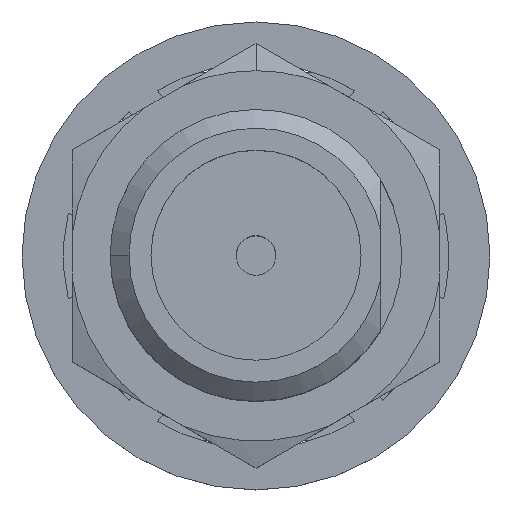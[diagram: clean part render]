
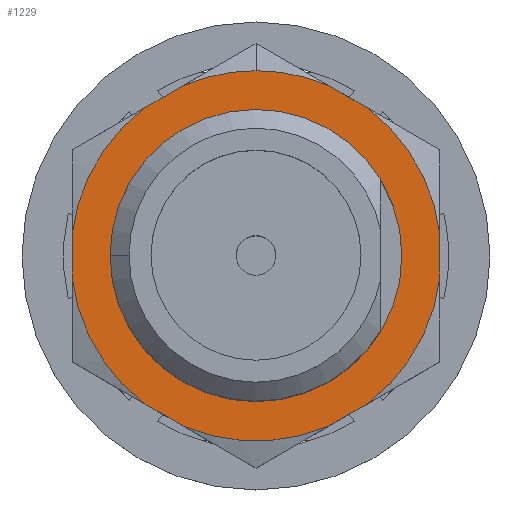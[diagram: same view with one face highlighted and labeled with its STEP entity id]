
A CAD part, top view. The second image highlights one B-rep face of the part: STEP entity #1229.
In plain terms, the highlighted face is planar.
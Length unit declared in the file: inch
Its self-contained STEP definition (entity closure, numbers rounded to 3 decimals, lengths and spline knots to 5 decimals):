
#1 = CARTESIAN_POINT ( 'NONE',  ( 0., 0.041, 0. ) ) ;
#24 = DIRECTION ( 'NONE',  ( 0., 1., 0. ) ) ;
#133 = DIRECTION ( 'NONE',  ( 0., 0., 1. ) ) ;
#143 = DIRECTION ( 'NONE',  ( 0., 0., 1. ) ) ;
#215 = EDGE_CURVE ( 'NONE', #4228, #1555, #6142, .T. ) ;
#242 = CARTESIAN_POINT ( 'NONE',  ( -0.1575, 0.041, 0.09093 ) ) ;
#301 = VERTEX_POINT ( 'NONE', #3941 ) ;
#558 = DIRECTION ( 'NONE',  ( 0., 1., 0. ) ) ;
#636 = VERTEX_POINT ( 'NONE', #4192 ) ;
#748 = AXIS2_PLACEMENT_3D ( 'NONE', #1, #24, #2332 ) ;
#811 = VECTOR ( 'NONE', #4845, 39.37008 ) ;
#842 = LINE ( 'NONE', #2792, #5720 ) ;
#843 = LINE ( 'NONE', #2622, #4194 ) ;
#869 = EDGE_CURVE ( 'NONE', #4456, #3915, #4416, .T. ) ;
#887 = CARTESIAN_POINT ( 'NONE',  ( 0.1575, 0.041, 0.09093 ) ) ;
#942 = CARTESIAN_POINT ( 'NONE',  ( 0., 0.041, -0.125 ) ) ;
#1078 = VERTEX_POINT ( 'NONE', #4937 ) ;
#1090 = ORIENTED_EDGE ( 'NONE', *, *, #4786, .T. ) ;
#1145 = DIRECTION ( 'NONE',  ( 0., 1., 0. ) ) ;
#1229 = ADVANCED_FACE ( 'NONE', ( #3251, #2655 ), #4206, .T. ) ;
#1391 = DIRECTION ( 'NONE',  ( -0.866, 0., 0.5 ) ) ;
#1532 = EDGE_LOOP ( 'NONE', ( #4849, #5058, #2819, #1090, #5761, #3783, #2163, #5832, #1610, #5800, #3550, #3863, #5673 ) ) ;
#1555 = VERTEX_POINT ( 'NONE', #942 ) ;
#1563 = CARTESIAN_POINT ( 'NONE',  ( 0., 0.041, 0. ) ) ;
#1610 = ORIENTED_EDGE ( 'NONE', *, *, #869, .T. ) ;
#1623 = EDGE_CURVE ( 'NONE', #301, #2074, #4876, .T. ) ;
#1639 = AXIS2_PLACEMENT_3D ( 'NONE', #5362, #2979, #3457 ) ;
#1644 = DIRECTION ( 'NONE',  ( 0., 0., 1. ) ) ;
#1757 = CARTESIAN_POINT ( 'NONE',  ( -0.1575, 0.041, -0.09093 ) ) ;
#1791 = EDGE_CURVE ( 'NONE', #1555, #4228, #3577, .T. ) ;
#1825 = DIRECTION ( 'NONE',  ( 0., 1., 0. ) ) ;
#1916 = CARTESIAN_POINT ( 'NONE',  ( 0., 0.041, -0.15865 ) ) ;
#1952 = LINE ( 'NONE', #4782, #2479 ) ;
#2007 = LINE ( 'NONE', #4403, #811 ) ;
#2025 = CIRCLE ( 'NONE', #5455, 0.15865 ) ;
#2026 = EDGE_CURVE ( 'NONE', #3423, #5105, #2035, .T. ) ;
#2035 = CIRCLE ( 'NONE', #5850, 0.15865 ) ;
#2074 = VERTEX_POINT ( 'NONE', #4708 ) ;
#2109 = VECTOR ( 'NONE', #1644, 39.37008 ) ;
#2134 = DIRECTION ( 'NONE',  ( 0., 1., 0. ) ) ;
#2163 = ORIENTED_EDGE ( 'NONE', *, *, #5623, .T. ) ;
#2192 = VERTEX_POINT ( 'NONE', #4383 ) ;
#2226 = EDGE_CURVE ( 'NONE', #3915, #1078, #2865, .T. ) ;
#2227 = EDGE_CURVE ( 'NONE', #2592, #5486, #2025, .T. ) ;
#2252 = DIRECTION ( 'NONE',  ( 0.866, 0., -0.5 ) ) ;
#2324 = DIRECTION ( 'NONE',  ( 0., 1., 0. ) ) ;
#2329 = CARTESIAN_POINT ( 'NONE',  ( 0.06224, 0.041, 0.14593 ) ) ;
#2332 = DIRECTION ( 'NONE',  ( 0., 0., 1. ) ) ;
#2386 = DIRECTION ( 'NONE',  ( -0.866, 0., -0.5 ) ) ;
#2434 = DIRECTION ( 'NONE',  ( 0., 0., 1. ) ) ;
#2468 = EDGE_CURVE ( 'NONE', #1078, #301, #842, .T. ) ;
#2479 = VECTOR ( 'NONE', #2386, 39.37008 ) ;
#2480 = DIRECTION ( 'NONE',  ( 0., 1., 0. ) ) ;
#2541 = DIRECTION ( 'NONE',  ( 0., 0., 1. ) ) ;
#2592 = VERTEX_POINT ( 'NONE', #5705 ) ;
#2622 = CARTESIAN_POINT ( 'NONE',  ( 0., 0.041, 0.18187 ) ) ;
#2655 = FACE_BOUND ( 'NONE', #5681, .T. ) ;
#2792 = CARTESIAN_POINT ( 'NONE',  ( 0., 0.041, -0.18187 ) ) ;
#2819 = ORIENTED_EDGE ( 'NONE', *, *, #2026, .T. ) ;
#2865 = CIRCLE ( 'NONE', #1639, 0.15865 ) ;
#2915 = CARTESIAN_POINT ( 'NONE',  ( 0., 0.041, 0. ) ) ;
#2979 = DIRECTION ( 'NONE',  ( 0., 1., 0. ) ) ;
#3005 = DIRECTION ( 'NONE',  ( 0., 1., 0. ) ) ;
#3022 = AXIS2_PLACEMENT_3D ( 'NONE', #3387, #558, #2434 ) ;
#3251 = FACE_OUTER_BOUND ( 'NONE', #1532, .T. ) ;
#3270 = DIRECTION ( 'NONE',  ( 0., 0., 1. ) ) ;
#3294 = CIRCLE ( 'NONE', #3022, 0.15865 ) ;
#3387 = CARTESIAN_POINT ( 'NONE',  ( 0., 0.041, 0. ) ) ;
#3422 = AXIS2_PLACEMENT_3D ( 'NONE', #2915, #2480, #4290 ) ;
#3423 = VERTEX_POINT ( 'NONE', #5883 ) ;
#3434 = VECTOR ( 'NONE', #3575, 39.37008 ) ;
#3457 = DIRECTION ( 'NONE',  ( 0., 0., 1. ) ) ;
#3550 = ORIENTED_EDGE ( 'NONE', *, *, #2468, .T. ) ;
#3575 = DIRECTION ( 'NONE',  ( 0.866, 0., 0.5 ) ) ;
#3577 = CIRCLE ( 'NONE', #4399, 0.125 ) ;
#3668 = AXIS2_PLACEMENT_3D ( 'NONE', #4364, #1145, #3962 ) ;
#3755 = DIRECTION ( 'NONE',  ( 0., 0., 1. ) ) ;
#3783 = ORIENTED_EDGE ( 'NONE', *, *, #5524, .T. ) ;
#3821 = EDGE_CURVE ( 'NONE', #4962, #4456, #1952, .T. ) ;
#3863 = ORIENTED_EDGE ( 'NONE', *, *, #1623, .T. ) ;
#3879 = DIRECTION ( 'NONE',  ( 0., 1., 0. ) ) ;
#3888 = CARTESIAN_POINT ( 'NONE',  ( -0.09526, 0.041, 0.12687 ) ) ;
#3915 = VERTEX_POINT ( 'NONE', #1916 ) ;
#3941 = CARTESIAN_POINT ( 'NONE',  ( -0.09526, 0.041, -0.12687 ) ) ;
#3962 = DIRECTION ( 'NONE',  ( 0., 0., 1. ) ) ;
#4074 = ORIENTED_EDGE ( 'NONE', *, *, #215, .F. ) ;
#4165 = CARTESIAN_POINT ( 'NONE',  ( 0., 0.041, 0. ) ) ;
#4192 = CARTESIAN_POINT ( 'NONE',  ( 0.1575, 0.041, 0.01906 ) ) ;
#4194 = VECTOR ( 'NONE', #2252, 39.37008 ) ;
#4206 = PLANE ( 'NONE',  #5224 ) ;
#4228 = VERTEX_POINT ( 'NONE', #4525 ) ;
#4239 = CARTESIAN_POINT ( 'NONE',  ( 0.09526, 0.041, -0.12687 ) ) ;
#4290 = DIRECTION ( 'NONE',  ( 0., 0., 1. ) ) ;
#4364 = CARTESIAN_POINT ( 'NONE',  ( 0., 0.041, 0. ) ) ;
#4383 = CARTESIAN_POINT ( 'NONE',  ( 0.1575, 0.041, -0.01906 ) ) ;
#4388 = CIRCLE ( 'NONE', #3422, 0.15865 ) ;
#4399 = AXIS2_PLACEMENT_3D ( 'NONE', #4963, #2134, #2541 ) ;
#4403 = CARTESIAN_POINT ( 'NONE',  ( 0.1575, 0.041, 0.09093 ) ) ;
#4416 = CIRCLE ( 'NONE', #3668, 0.15865 ) ;
#4456 = VERTEX_POINT ( 'NONE', #6147 ) ;
#4525 = CARTESIAN_POINT ( 'NONE',  ( 0., 0.041, 0.125 ) ) ;
#4622 = LINE ( 'NONE', #1757, #2109 ) ;
#4708 = CARTESIAN_POINT ( 'NONE',  ( -0.1575, 0.041, -0.01906 ) ) ;
#4780 = EDGE_CURVE ( 'NONE', #2074, #2592, #4622, .T. ) ;
#4782 = CARTESIAN_POINT ( 'NONE',  ( 0.1575, 0.041, -0.09093 ) ) ;
#4786 = EDGE_CURVE ( 'NONE', #5105, #5218, #843, .T. ) ;
#4845 = DIRECTION ( 'NONE',  ( 0., 0., -1. ) ) ;
#4847 = CARTESIAN_POINT ( 'NONE',  ( 0., 0.041, 0. ) ) ;
#4849 = ORIENTED_EDGE ( 'NONE', *, *, #2227, .T. ) ;
#4876 = CIRCLE ( 'NONE', #5423, 0.15865 ) ;
#4937 = CARTESIAN_POINT ( 'NONE',  ( -0.06224, 0.041, -0.14593 ) ) ;
#4958 = LINE ( 'NONE', #242, #3434 ) ;
#4962 = VERTEX_POINT ( 'NONE', #4239 ) ;
#4963 = CARTESIAN_POINT ( 'NONE',  ( 0., 0.041, 0. ) ) ;
#5058 = ORIENTED_EDGE ( 'NONE', *, *, #6013, .T. ) ;
#5105 = VERTEX_POINT ( 'NONE', #2329 ) ;
#5195 = EDGE_CURVE ( 'NONE', #5218, #636, #4388, .T. ) ;
#5203 = CARTESIAN_POINT ( 'NONE',  ( 0.09526, 0.041, 0.12687 ) ) ;
#5218 = VERTEX_POINT ( 'NONE', #5203 ) ;
#5224 = AXIS2_PLACEMENT_3D ( 'NONE', #887, #1825, #3270 ) ;
#5362 = CARTESIAN_POINT ( 'NONE',  ( 0., 0.041, 0. ) ) ;
#5385 = ORIENTED_EDGE ( 'NONE', *, *, #1791, .F. ) ;
#5423 = AXIS2_PLACEMENT_3D ( 'NONE', #1563, #3879, #143 ) ;
#5455 = AXIS2_PLACEMENT_3D ( 'NONE', #4847, #3005, #133 ) ;
#5486 = VERTEX_POINT ( 'NONE', #3888 ) ;
#5524 = EDGE_CURVE ( 'NONE', #636, #2192, #2007, .T. ) ;
#5623 = EDGE_CURVE ( 'NONE', #2192, #4962, #3294, .T. ) ;
#5673 = ORIENTED_EDGE ( 'NONE', *, *, #4780, .T. ) ;
#5681 = EDGE_LOOP ( 'NONE', ( #5385, #4074 ) ) ;
#5705 = CARTESIAN_POINT ( 'NONE',  ( -0.1575, 0.041, 0.01906 ) ) ;
#5720 = VECTOR ( 'NONE', #1391, 39.37008 ) ;
#5761 = ORIENTED_EDGE ( 'NONE', *, *, #5195, .T. ) ;
#5800 = ORIENTED_EDGE ( 'NONE', *, *, #2226, .T. ) ;
#5832 = ORIENTED_EDGE ( 'NONE', *, *, #3821, .T. ) ;
#5850 = AXIS2_PLACEMENT_3D ( 'NONE', #4165, #2324, #3755 ) ;
#5883 = CARTESIAN_POINT ( 'NONE',  ( -0.06224, 0.041, 0.14593 ) ) ;
#6013 = EDGE_CURVE ( 'NONE', #5486, #3423, #4958, .T. ) ;
#6142 = CIRCLE ( 'NONE', #748, 0.125 ) ;
#6147 = CARTESIAN_POINT ( 'NONE',  ( 0.06224, 0.041, -0.14593 ) ) ;
